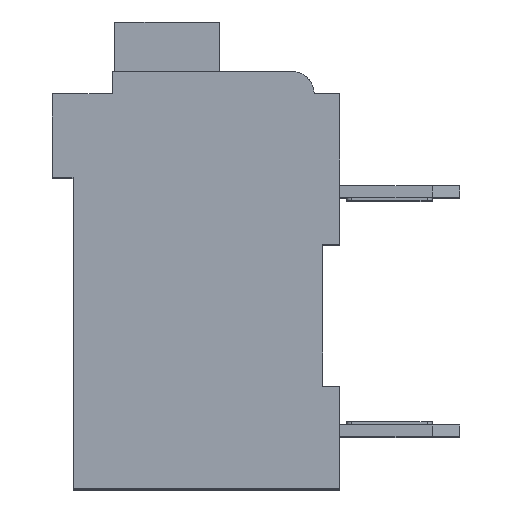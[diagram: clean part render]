
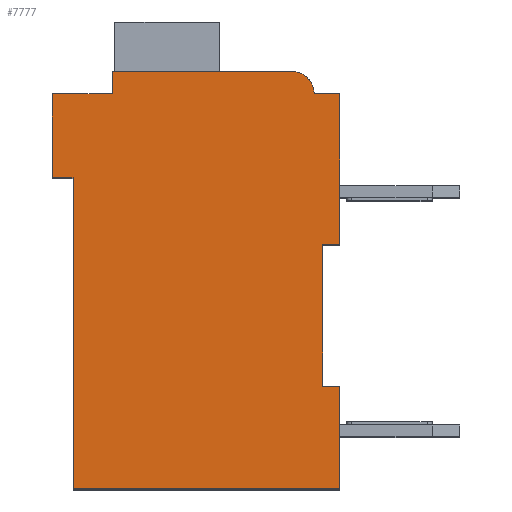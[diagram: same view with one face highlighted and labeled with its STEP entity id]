
A CAD part, top view. The second image highlights one B-rep face of the part: STEP entity #7777.
In plain terms, the highlighted planar face has unit normal (0, 0, 1).
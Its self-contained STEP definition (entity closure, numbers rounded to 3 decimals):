
#1516=DIRECTION('',(1.,0.,0.));
#1517=VECTOR('',#1516,0.5);
#1518=CARTESIAN_POINT('',(7.3,7.15,2.1));
#1519=LINE('',#1518,#1517);
#1520=DIRECTION('',(0.,1.,0.));
#1521=VECTOR('',#1520,4.15);
#1522=CARTESIAN_POINT('',(7.3,3.,2.1));
#1523=LINE('',#1522,#1521);
#1524=DIRECTION('',(-1.,0.,0.));
#1525=VECTOR('',#1524,0.5);
#1526=CARTESIAN_POINT('',(7.8,3.,2.1));
#1527=LINE('',#1526,#1525);
#1528=DIRECTION('',(0.,1.,0.));
#1529=VECTOR('',#1528,3.);
#1530=CARTESIAN_POINT('',(7.8,0.,2.1));
#1531=LINE('',#1530,#1529);
#1532=DIRECTION('',(1.,0.,0.));
#1533=VECTOR('',#1532,7.8);
#1534=CARTESIAN_POINT('',(0.,0.,2.1));
#1535=LINE('',#1534,#1533);
#1536=DIRECTION('',(0.,-1.,0.));
#1537=VECTOR('',#1536,9.1);
#1538=CARTESIAN_POINT('',(0.,9.1,2.1));
#1539=LINE('',#1538,#1537);
#1540=DIRECTION('',(1.,0.,0.));
#1541=VECTOR('',#1540,0.6);
#1542=CARTESIAN_POINT('',(-0.6,9.1,2.1));
#1543=LINE('',#1542,#1541);
#1544=DIRECTION('',(0.,-1.,0.));
#1545=VECTOR('',#1544,2.45);
#1546=CARTESIAN_POINT('',(-0.6,11.55,2.1));
#1547=LINE('',#1546,#1545);
#1548=DIRECTION('',(-1.,0.,0.));
#1549=VECTOR('',#1548,1.75);
#1550=CARTESIAN_POINT('',(1.15,11.55,2.1));
#1551=LINE('',#1550,#1549);
#1552=DIRECTION('',(0.,-1.,0.));
#1553=VECTOR('',#1552,0.65);
#1554=CARTESIAN_POINT('',(1.15,12.2,2.1));
#1555=LINE('',#1554,#1553);
#1556=DIRECTION('',(-1.,0.,0.));
#1557=VECTOR('',#1556,5.25);
#1558=CARTESIAN_POINT('',(6.4,12.2,2.1));
#1559=LINE('',#1558,#1557);
#1560=CARTESIAN_POINT('',(6.4,11.55,2.1));
#1561=DIRECTION('',(0.,0.,1.));
#1562=DIRECTION('',(1.,0.,0.));
#1563=AXIS2_PLACEMENT_3D('',#1560,#1561,#1562);
#1565=DIRECTION('',(-1.,0.,0.));
#1566=VECTOR('',#1565,0.75);
#1567=CARTESIAN_POINT('',(7.8,11.55,2.1));
#1568=LINE('',#1567,#1566);
#1569=DIRECTION('',(0.,1.,0.));
#1570=VECTOR('',#1569,4.4);
#1571=CARTESIAN_POINT('',(7.8,7.15,2.1));
#1572=LINE('',#1571,#1570);
#4821=CARTESIAN_POINT('',(7.3,7.15,2.1));
#4822=CARTESIAN_POINT('',(7.8,7.15,2.1));
#4823=VERTEX_POINT('',#4821);
#4824=VERTEX_POINT('',#4822);
#4825=CARTESIAN_POINT('',(7.8,11.55,2.1));
#4826=VERTEX_POINT('',#4825);
#4827=CARTESIAN_POINT('',(7.05,11.55,2.1));
#4828=VERTEX_POINT('',#4827);
#4829=CARTESIAN_POINT('',(6.4,12.2,2.1));
#4830=VERTEX_POINT('',#4829);
#4831=CARTESIAN_POINT('',(1.15,12.2,2.1));
#4832=VERTEX_POINT('',#4831);
#4833=CARTESIAN_POINT('',(1.15,11.55,2.1));
#4834=VERTEX_POINT('',#4833);
#4835=CARTESIAN_POINT('',(-0.6,11.55,2.1));
#4836=VERTEX_POINT('',#4835);
#4837=CARTESIAN_POINT('',(-0.6,9.1,2.1));
#4838=VERTEX_POINT('',#4837);
#4839=CARTESIAN_POINT('',(0.,9.1,2.1));
#4840=VERTEX_POINT('',#4839);
#4841=CARTESIAN_POINT('',(0.,0.,2.1));
#4842=VERTEX_POINT('',#4841);
#4843=CARTESIAN_POINT('',(7.8,0.,2.1));
#4844=VERTEX_POINT('',#4843);
#4845=CARTESIAN_POINT('',(7.8,3.,2.1));
#4846=VERTEX_POINT('',#4845);
#4847=CARTESIAN_POINT('',(7.3,3.,2.1));
#4848=VERTEX_POINT('',#4847);
#7753=CARTESIAN_POINT('',(0.,0.,2.1));
#7754=DIRECTION('',(0.,0.,1.));
#7755=DIRECTION('',(1.,0.,0.));
#7756=AXIS2_PLACEMENT_3D('',#7753,#7754,#7755);
#7757=PLANE('',#7756);
#7758=ORIENTED_EDGE('',*,*,#6334,.F.);
#7759=ORIENTED_EDGE('',*,*,#6612,.F.);
#7761=ORIENTED_EDGE('',*,*,#7760,.F.);
#7763=ORIENTED_EDGE('',*,*,#7762,.F.);
#7765=ORIENTED_EDGE('',*,*,#7764,.F.);
#7766=ORIENTED_EDGE('',*,*,#6814,.F.);
#7767=ORIENTED_EDGE('',*,*,#6878,.F.);
#7768=ORIENTED_EDGE('',*,*,#6987,.F.);
#7769=ORIENTED_EDGE('',*,*,#7101,.F.);
#7770=ORIENTED_EDGE('',*,*,#7170,.F.);
#7771=ORIENTED_EDGE('',*,*,#7375,.F.);
#7772=ORIENTED_EDGE('',*,*,#7653,.F.);
#7773=ORIENTED_EDGE('',*,*,#7589,.F.);
#7774=ORIENTED_EDGE('',*,*,#6488,.F.);
#7775=EDGE_LOOP('',(#7758,#7759,#7761,#7763,#7765,#7766,#7767,#7768,#7769,#7770,
#7771,#7772,#7773,#7774));
#7776=FACE_OUTER_BOUND('',#7775,.F.);
#1564=CIRCLE('',#1563,0.65);
#6334=EDGE_CURVE('',#4823,#4824,#1519,.T.);
#6488=EDGE_CURVE('',#4824,#4826,#1572,.T.);
#6612=EDGE_CURVE('',#4848,#4823,#1523,.T.);
#6814=EDGE_CURVE('',#4840,#4842,#1539,.T.);
#6878=EDGE_CURVE('',#4838,#4840,#1543,.T.);
#6987=EDGE_CURVE('',#4836,#4838,#1547,.T.);
#7101=EDGE_CURVE('',#4834,#4836,#1551,.T.);
#7170=EDGE_CURVE('',#4832,#4834,#1555,.T.);
#7375=EDGE_CURVE('',#4830,#4832,#1559,.T.);
#7589=EDGE_CURVE('',#4826,#4828,#1568,.T.);
#7653=EDGE_CURVE('',#4828,#4830,#1564,.T.);
#7760=EDGE_CURVE('',#4846,#4848,#1527,.T.);
#7762=EDGE_CURVE('',#4844,#4846,#1531,.T.);
#7764=EDGE_CURVE('',#4842,#4844,#1535,.T.);
#7777=ADVANCED_FACE('',(#7776),#7757,.T.);
